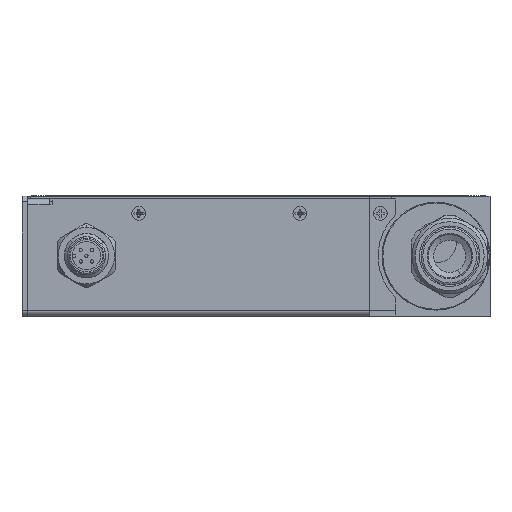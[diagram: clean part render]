
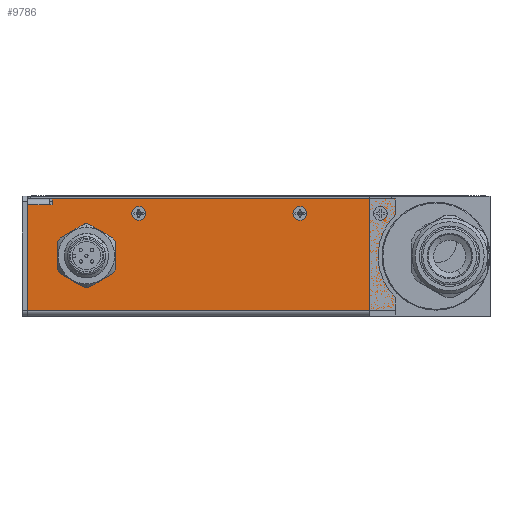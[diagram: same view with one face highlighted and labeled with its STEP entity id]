
A CAD part, left-side view. The second image highlights one B-rep face of the part: STEP entity #9786.
In plain terms, the highlighted planar face has unit normal (-1, 0, 0).
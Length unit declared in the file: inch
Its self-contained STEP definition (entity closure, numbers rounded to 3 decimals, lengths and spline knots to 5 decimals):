
#5617=DIRECTION('',(0.,0.,1.));
#5618=VECTOR('',#5617,1.315);
#5619=CARTESIAN_POINT('',(-1.585,4.25,0.07));
#5620=LINE('',#5619,#5618);
#6872=DIRECTION('',(0.,0.,1.));
#6873=VECTOR('',#6872,0.17111);
#6874=CARTESIAN_POINT('',(-1.585,-0.32,1.28389));
#6875=LINE('',#6874,#6873);
#6910=DIRECTION('',(0.,0.,1.));
#6911=VECTOR('',#6910,0.13489);
#6912=CARTESIAN_POINT('',(-1.585,-0.32,0.07));
#6913=LINE('',#6912,#6911);
#6997=DIRECTION('',(0.,-0.707,-0.707));
#6998=VECTOR('',#6997,0.26382);
#6999=CARTESIAN_POINT('',(-1.585,3.80773,0.64882));
#7000=LINE('',#6999,#6998);
#7001=CARTESIAN_POINT('',(-1.585,3.52,0.75));
#7002=DIRECTION('',(-1.,0.,0.));
#7003=DIRECTION('',(0.,0.332,-0.943));
#7004=AXIS2_PLACEMENT_3D('',#7001,#7002,#7003);
#7006=DIRECTION('',(0.,0.707,0.707));
#7007=VECTOR('',#7006,0.26382);
#7008=CARTESIAN_POINT('',(-1.585,3.23227,0.85118));
#7009=LINE('',#7008,#7007);
#7010=CARTESIAN_POINT('',(-1.585,3.52,0.75));
#7011=DIRECTION('',(-1.,0.,0.));
#7012=DIRECTION('',(0.,-0.332,0.943));
#7013=AXIS2_PLACEMENT_3D('',#7010,#7011,#7012);
#7015=CARTESIAN_POINT('',(-1.585,-0.13,1.275));
#7016=DIRECTION('',(-1.,0.,0.));
#7017=DIRECTION('',(0.,1.,0.));
#7018=AXIS2_PLACEMENT_3D('',#7015,#7016,#7017);
#7020=CARTESIAN_POINT('',(-1.585,-0.13,1.275));
#7021=DIRECTION('',(-1.,0.,0.));
#7022=DIRECTION('',(0.,-1.,0.));
#7023=AXIS2_PLACEMENT_3D('',#7020,#7021,#7022);
#7025=CARTESIAN_POINT('',(-1.585,0.87,1.275));
#7026=DIRECTION('',(-1.,0.,0.));
#7027=DIRECTION('',(0.,1.,0.));
#7028=AXIS2_PLACEMENT_3D('',#7025,#7026,#7027);
#7030=CARTESIAN_POINT('',(-1.585,0.87,1.275));
#7031=DIRECTION('',(-1.,0.,0.));
#7032=DIRECTION('',(0.,-1.,0.));
#7033=AXIS2_PLACEMENT_3D('',#7030,#7031,#7032);
#7035=CARTESIAN_POINT('',(-1.585,2.87,1.275));
#7036=DIRECTION('',(-1.,0.,0.));
#7037=DIRECTION('',(0.,1.,0.));
#7038=AXIS2_PLACEMENT_3D('',#7035,#7036,#7037);
#7040=CARTESIAN_POINT('',(-1.585,2.87,1.275));
#7041=DIRECTION('',(-1.,0.,0.));
#7042=DIRECTION('',(0.,-1.,0.));
#7043=AXIS2_PLACEMENT_3D('',#7040,#7041,#7042);
#7045=CARTESIAN_POINT('',(-1.585,-0.26,1.28389));
#7046=DIRECTION('',(-1.,0.,0.));
#7047=DIRECTION('',(0.,-0.714,-0.7));
#7048=AXIS2_PLACEMENT_3D('',#7045,#7046,#7047);
#7050=CARTESIAN_POINT('',(-1.585,-0.81,0.745));
#7051=DIRECTION('',(-1.,0.,0.));
#7052=DIRECTION('',(0.,0.714,0.7));
#7053=AXIS2_PLACEMENT_3D('',#7050,#7051,#7052);
#7055=CARTESIAN_POINT('',(-1.585,-0.257,0.20489));
#7056=DIRECTION('',(-1.,0.,0.));
#7057=DIRECTION('',(0.,-1.,0.));
#7058=AXIS2_PLACEMENT_3D('',#7055,#7056,#7057);
#7060=DIRECTION('',(0.,1.,0.));
#7061=VECTOR('',#7060,4.57);
#7062=CARTESIAN_POINT('',(-1.585,-0.32,0.07));
#7063=LINE('',#7062,#7061);
#7064=DIRECTION('',(0.,-1.,0.));
#7065=VECTOR('',#7064,0.27);
#7066=CARTESIAN_POINT('',(-1.585,4.25,1.385));
#7067=LINE('',#7066,#7065);
#7068=DIRECTION('',(0.,1.,0.));
#7069=VECTOR('',#7068,0.035);
#7070=CARTESIAN_POINT('',(-1.585,3.945,1.385));
#7071=LINE('',#7070,#7069);
#7072=DIRECTION('',(0.,0.,-1.));
#7073=VECTOR('',#7072,0.07);
#7074=CARTESIAN_POINT('',(-1.585,3.945,1.455));
#7075=LINE('',#7074,#7073);
#7142=DIRECTION('',(0.,1.,0.));
#7143=VECTOR('',#7142,4.265);
#7144=CARTESIAN_POINT('',(-1.585,-0.32,1.455));
#7145=LINE('',#7144,#7143);
#7430=CARTESIAN_POINT('',(-1.585,3.945,1.455));
#7431=CARTESIAN_POINT('',(-1.585,3.945,1.385));
#7432=VERTEX_POINT('',#7430);
#7433=VERTEX_POINT('',#7431);
#7446=CARTESIAN_POINT('',(-1.585,3.80773,0.64882));
#7447=CARTESIAN_POINT('',(-1.585,3.62118,0.46227));
#7448=VERTEX_POINT('',#7446);
#7449=VERTEX_POINT('',#7447);
#7450=CARTESIAN_POINT('',(-1.585,3.23227,0.85118));
#7451=VERTEX_POINT('',#7450);
#7452=CARTESIAN_POINT('',(-1.585,3.41882,1.03773));
#7453=VERTEX_POINT('',#7452);
#7618=CARTESIAN_POINT('',(-1.585,4.25,1.385));
#7619=CARTESIAN_POINT('',(-1.585,3.98,1.385));
#7620=VERTEX_POINT('',#7618);
#7621=VERTEX_POINT('',#7619);
#7626=CARTESIAN_POINT('',(-1.585,4.25,0.07));
#7627=VERTEX_POINT('',#7626);
#7729=CARTESIAN_POINT('',(-1.585,-0.32,0.07));
#7731=VERTEX_POINT('',#7729);
#7732=CARTESIAN_POINT('',(-1.585,-0.32,1.455));
#7734=VERTEX_POINT('',#7732);
#7744=CARTESIAN_POINT('',(-1.585,-0.044,1.275));
#7745=CARTESIAN_POINT('',(-1.585,-0.216,1.275));
#7746=VERTEX_POINT('',#7744);
#7747=VERTEX_POINT('',#7745);
#7752=CARTESIAN_POINT('',(-1.585,0.956,1.275));
#7753=CARTESIAN_POINT('',(-1.585,0.784,1.275));
#7754=VERTEX_POINT('',#7752);
#7755=VERTEX_POINT('',#7753);
#7760=CARTESIAN_POINT('',(-1.585,2.956,1.275));
#7761=CARTESIAN_POINT('',(-1.585,2.784,1.275));
#7762=VERTEX_POINT('',#7760);
#7763=VERTEX_POINT('',#7761);
#7884=CARTESIAN_POINT('',(-1.585,-0.30286,1.2419));
#7885=VERTEX_POINT('',#7884);
#7886=CARTESIAN_POINT('',(-1.585,-0.32,1.28389));
#7887=VERTEX_POINT('',#7886);
#7888=CARTESIAN_POINT('',(-1.585,-0.32,0.20489));
#7889=CARTESIAN_POINT('',(-1.585,-0.30207,0.24891));
#7890=VERTEX_POINT('',#7888);
#7891=VERTEX_POINT('',#7889);
#9734=CARTESIAN_POINT('',(-1.585,0.,0.));
#9735=DIRECTION('',(-1.,0.,0.));
#9736=DIRECTION('',(0.,0.,1.));
#9737=AXIS2_PLACEMENT_3D('',#9734,#9735,#9736);
#9738=PLANE('',#9737);
#9739=ORIENTED_EDGE('',*,*,#9659,.F.);
#9741=ORIENTED_EDGE('',*,*,#9740,.T.);
#9743=ORIENTED_EDGE('',*,*,#9742,.F.);
#9744=ORIENTED_EDGE('',*,*,#9645,.F.);
#9746=ORIENTED_EDGE('',*,*,#9745,.T.);
#9747=ORIENTED_EDGE('',*,*,#7941,.T.);
#9749=ORIENTED_EDGE('',*,*,#9748,.T.);
#9751=ORIENTED_EDGE('',*,*,#9750,.F.);
#9753=ORIENTED_EDGE('',*,*,#9752,.F.);
#9755=ORIENTED_EDGE('',*,*,#9754,.F.);
#9756=ORIENTED_EDGE('',*,*,#9620,.F.);
#9757=EDGE_LOOP('',(#9739,#9741,#9743,#9744,#9746,#9747,#9749,#9751,#9753,#9755,
#9756));
#9758=FACE_OUTER_BOUND('',#9757,.F.);
#9759=ORIENTED_EDGE('',*,*,#9724,.T.);
#9761=ORIENTED_EDGE('',*,*,#9760,.T.);
#9763=ORIENTED_EDGE('',*,*,#9762,.T.);
#9765=ORIENTED_EDGE('',*,*,#9764,.T.);
#9766=EDGE_LOOP('',(#9759,#9761,#9763,#9765));
#9767=FACE_BOUND('',#9766,.F.);
#9769=ORIENTED_EDGE('',*,*,#9768,.T.);
#9771=ORIENTED_EDGE('',*,*,#9770,.T.);
#9772=EDGE_LOOP('',(#9769,#9771));
#9773=FACE_BOUND('',#9772,.F.);
#9775=ORIENTED_EDGE('',*,*,#9774,.T.);
#9777=ORIENTED_EDGE('',*,*,#9776,.T.);
#9778=EDGE_LOOP('',(#9775,#9777));
#9779=FACE_BOUND('',#9778,.F.);
#9781=ORIENTED_EDGE('',*,*,#9780,.T.);
#9783=ORIENTED_EDGE('',*,*,#9782,.T.);
#9784=EDGE_LOOP('',(#9781,#9783));
#9785=FACE_BOUND('',#9784,.F.);
#9786=ADVANCED_FACE('',(#9758,#9767,#9773,#9779,#9785),#9738,.T.);
#7005=CIRCLE('',#7004,0.305);
#7014=CIRCLE('',#7013,0.305);
#7019=CIRCLE('',#7018,0.086);
#7024=CIRCLE('',#7023,0.086);
#7029=CIRCLE('',#7028,0.086);
#7034=CIRCLE('',#7033,0.086);
#7039=CIRCLE('',#7038,0.086);
#7044=CIRCLE('',#7043,0.086);
#7049=CIRCLE('',#7048,0.06);
#7054=CIRCLE('',#7053,0.71);
#7059=CIRCLE('',#7058,0.063);
#7941=EDGE_CURVE('',#7627,#7620,#5620,.T.);
#9620=EDGE_CURVE('',#7887,#7734,#6875,.T.);
#9645=EDGE_CURVE('',#7731,#7890,#6913,.T.);
#9659=EDGE_CURVE('',#7885,#7887,#7049,.T.);
#9724=EDGE_CURVE('',#7448,#7449,#7000,.T.);
#9740=EDGE_CURVE('',#7885,#7891,#7054,.T.);
#9742=EDGE_CURVE('',#7890,#7891,#7059,.T.);
#9745=EDGE_CURVE('',#7731,#7627,#7063,.T.);
#9748=EDGE_CURVE('',#7620,#7621,#7067,.T.);
#9750=EDGE_CURVE('',#7433,#7621,#7071,.T.);
#9752=EDGE_CURVE('',#7432,#7433,#7075,.T.);
#9754=EDGE_CURVE('',#7734,#7432,#7145,.T.);
#9760=EDGE_CURVE('',#7449,#7451,#7005,.T.);
#9762=EDGE_CURVE('',#7451,#7453,#7009,.T.);
#9764=EDGE_CURVE('',#7453,#7448,#7014,.T.);
#9768=EDGE_CURVE('',#7746,#7747,#7019,.T.);
#9770=EDGE_CURVE('',#7747,#7746,#7024,.T.);
#9774=EDGE_CURVE('',#7754,#7755,#7029,.T.);
#9776=EDGE_CURVE('',#7755,#7754,#7034,.T.);
#9780=EDGE_CURVE('',#7762,#7763,#7039,.T.);
#9782=EDGE_CURVE('',#7763,#7762,#7044,.T.);
